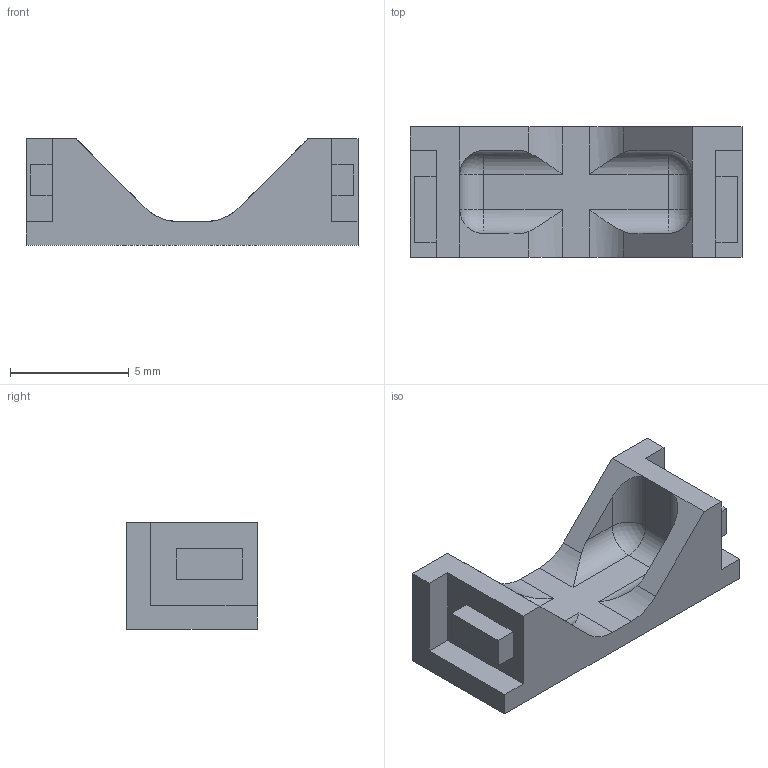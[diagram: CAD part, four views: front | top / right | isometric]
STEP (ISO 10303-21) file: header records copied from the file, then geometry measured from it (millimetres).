
FILE_DESCRIPTION(/* description */ (''),/* implementation_level */ '2;1');
FILE_NAME(/* name */ 'D12-TAPAinv.stp',/* time_stamp */ '2014-09-08T23:31:58+02:00',/* author */ ('rtorres_2'),/* organization */ (''),/* preprocessor_version */ 'ST-DEVELOPER v15.6',/* originating_system */ 'Autodesk Inventor 2015',/* authorisation */ '');
FILE_SCHEMA (('AUTOMOTIVE_DESIGN { 1 0 10303 214 3 1 1 }'));
Length unit declared in the file: millimetre
Products named in the file (1): D12-TAPAinv
Bounding box: 14 x 5.5 x 4.5 mm (x, y, z)
Volume: 161.3 mm3; surface area: 341.1 mm2
Topology: 1 solids, 1 shells, 52 faces, 128 edges, 80 vertices
Faces by surface type: plane 34, cylinder 14, sphere 4
Entity records: 1572 total; most frequent: CARTESIAN_POINT 309, ORIENTED_EDGE 256, DIRECTION 254, EDGE_CURVE 128, LINE 100, VECTOR 100, VERTEX_POINT 80, AXIS2_PLACEMENT_3D 77
